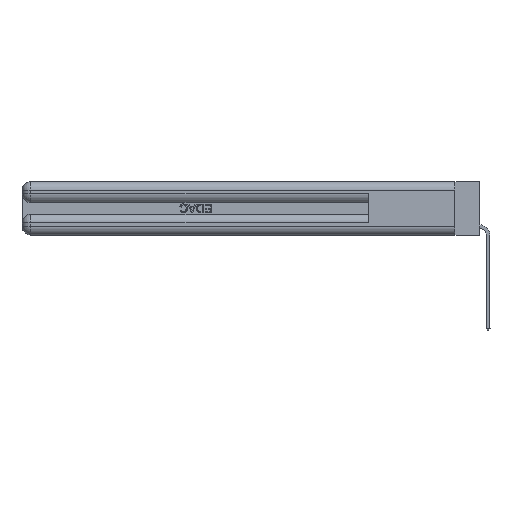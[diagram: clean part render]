
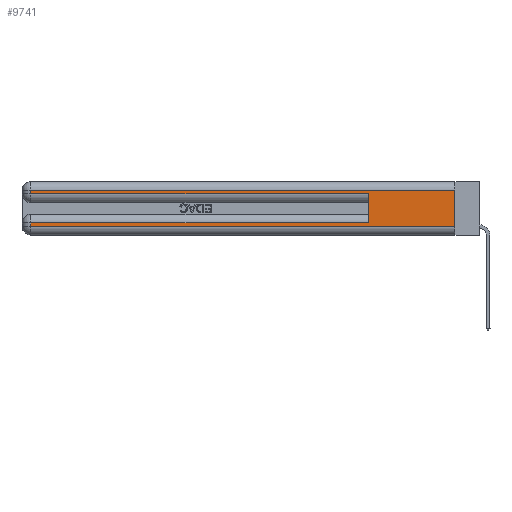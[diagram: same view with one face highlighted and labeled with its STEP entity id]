
A CAD part, left-side view. The second image highlights one B-rep face of the part: STEP entity #9741.
In plain terms, the highlighted planar face has unit normal (-1, 0, 0).
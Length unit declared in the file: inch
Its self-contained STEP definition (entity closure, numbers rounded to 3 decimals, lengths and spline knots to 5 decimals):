
#248 = VECTOR ( 'NONE', #7948, 39.37008 ) ;
#506 = CARTESIAN_POINT ( 'NONE',  ( 0., 0.6, 0.085 ) ) ;
#1040 = EDGE_CURVE ( 'NONE', #24688, #30014, #5668, .T. ) ;
#1223 = LINE ( 'NONE', #20935, #1945 ) ;
#1703 = DIRECTION ( 'NONE',  ( 0., -1., 0. ) ) ;
#1903 = DIRECTION ( 'NONE',  ( 1., 0., 0. ) ) ;
#1945 = VECTOR ( 'NONE', #7021, 39.37008 ) ;
#1947 = ORIENTED_EDGE ( 'NONE', *, *, #24298, .T. ) ;
#2373 = LINE ( 'NONE', #10936, #26350 ) ;
#3064 = VECTOR ( 'NONE', #24801, 39.37008 ) ;
#3263 = CARTESIAN_POINT ( 'NONE',  ( 0., 0., 0.37 ) ) ;
#3514 = ORIENTED_EDGE ( 'NONE', *, *, #14315, .T. ) ;
#4071 = LINE ( 'NONE', #26331, #10275 ) ;
#4898 = DIRECTION ( 'NONE',  ( 0., 0., -1. ) ) ;
#4938 = CARTESIAN_POINT ( 'NONE',  ( 0., 2.94, 0.31 ) ) ;
#5211 = VECTOR ( 'NONE', #16676, 39.37008 ) ;
#5668 = LINE ( 'NONE', #24631, #16560 ) ;
#5828 = VERTEX_POINT ( 'NONE', #4938 ) ;
#6229 = CARTESIAN_POINT ( 'NONE',  ( 0., 0.6, 0.145 ) ) ;
#6511 = VERTEX_POINT ( 'NONE', #18904 ) ;
#7021 = DIRECTION ( 'NONE',  ( 0., 1., 0. ) ) ;
#7948 = DIRECTION ( 'NONE',  ( 0., 0., -1. ) ) ;
#8465 = EDGE_CURVE ( 'NONE', #17969, #30014, #15418, .T. ) ;
#9253 = CARTESIAN_POINT ( 'NONE',  ( 0., 0., 0.31 ) ) ;
#9741 = ADVANCED_FACE ( 'NONE', ( #12789 ), #11045, .F. ) ;
#10275 = VECTOR ( 'NONE', #12416, 39.37008 ) ;
#10803 = EDGE_LOOP ( 'NONE', ( #19661, #17859, #17381, #18350, #14467, #3514, #11737, #1947 ) ) ;
#10936 = CARTESIAN_POINT ( 'NONE',  ( 0., 0., 0.06 ) ) ;
#11045 = PLANE ( 'NONE',  #21225 ) ;
#11697 = CARTESIAN_POINT ( 'NONE',  ( 0., 0.6, 0.285 ) ) ;
#11737 = ORIENTED_EDGE ( 'NONE', *, *, #19972, .T. ) ;
#11897 = CARTESIAN_POINT ( 'NONE',  ( 0., 2.94, 0.37 ) ) ;
#12204 = CARTESIAN_POINT ( 'NONE',  ( 0., 2.94, 0.06 ) ) ;
#12416 = DIRECTION ( 'NONE',  ( 0., 1., 0. ) ) ;
#12592 = LINE ( 'NONE', #3263, #248 ) ;
#12789 = FACE_OUTER_BOUND ( 'NONE', #10803, .T. ) ;
#13285 = VERTEX_POINT ( 'NONE', #12204 ) ;
#14315 = EDGE_CURVE ( 'NONE', #17969, #6511, #1223, .T. ) ;
#14334 = CARTESIAN_POINT ( 'NONE',  ( 0., 2.94, 0.37 ) ) ;
#14402 = EDGE_CURVE ( 'NONE', #5828, #24688, #17562, .T. ) ;
#14467 = ORIENTED_EDGE ( 'NONE', *, *, #8465, .F. ) ;
#15418 = LINE ( 'NONE', #6229, #3064 ) ;
#16560 = VECTOR ( 'NONE', #26955, 39.37008 ) ;
#16676 = DIRECTION ( 'NONE',  ( 0., 0., -1. ) ) ;
#17381 = ORIENTED_EDGE ( 'NONE', *, *, #14402, .T. ) ;
#17562 = LINE ( 'NONE', #14334, #5211 ) ;
#17859 = ORIENTED_EDGE ( 'NONE', *, *, #27758, .T. ) ;
#17969 = VERTEX_POINT ( 'NONE', #506 ) ;
#18144 = DIRECTION ( 'NONE',  ( 0., 0., -1. ) ) ;
#18350 = ORIENTED_EDGE ( 'NONE', *, *, #1040, .T. ) ;
#18904 = CARTESIAN_POINT ( 'NONE',  ( 0., 2.94, 0.085 ) ) ;
#19661 = ORIENTED_EDGE ( 'NONE', *, *, #23493, .F. ) ;
#19972 = EDGE_CURVE ( 'NONE', #6511, #13285, #29433, .T. ) ;
#20547 = VERTEX_POINT ( 'NONE', #9253 ) ;
#20935 = CARTESIAN_POINT ( 'NONE',  ( 0., 0., 0.085 ) ) ;
#21225 = AXIS2_PLACEMENT_3D ( 'NONE', #29648, #1903, #18144 ) ;
#23493 = EDGE_CURVE ( 'NONE', #20547, #29071, #12592, .T. ) ;
#24298 = EDGE_CURVE ( 'NONE', #13285, #29071, #2373, .T. ) ;
#24549 = CARTESIAN_POINT ( 'NONE',  ( 0., 0., 0.06 ) ) ;
#24631 = CARTESIAN_POINT ( 'NONE',  ( 0., 0., 0.285 ) ) ;
#24688 = VERTEX_POINT ( 'NONE', #26230 ) ;
#24801 = DIRECTION ( 'NONE',  ( 0., 0., 1. ) ) ;
#26230 = CARTESIAN_POINT ( 'NONE',  ( 0., 2.94, 0.285 ) ) ;
#26331 = CARTESIAN_POINT ( 'NONE',  ( 0., 0., 0.31 ) ) ;
#26350 = VECTOR ( 'NONE', #1703, 39.37008 ) ;
#26955 = DIRECTION ( 'NONE',  ( 0., -1., 0. ) ) ;
#27758 = EDGE_CURVE ( 'NONE', #20547, #5828, #4071, .T. ) ;
#28699 = VECTOR ( 'NONE', #4898, 39.37008 ) ;
#29071 = VERTEX_POINT ( 'NONE', #24549 ) ;
#29433 = LINE ( 'NONE', #11897, #28699 ) ;
#29648 = CARTESIAN_POINT ( 'NONE',  ( 0., 0., 0.37 ) ) ;
#30014 = VERTEX_POINT ( 'NONE', #11697 ) ;
